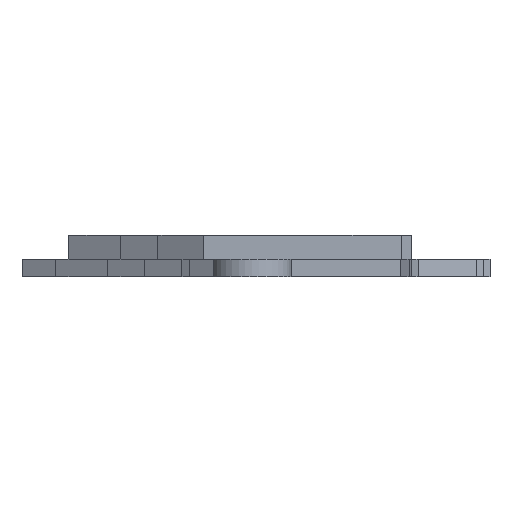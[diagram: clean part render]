
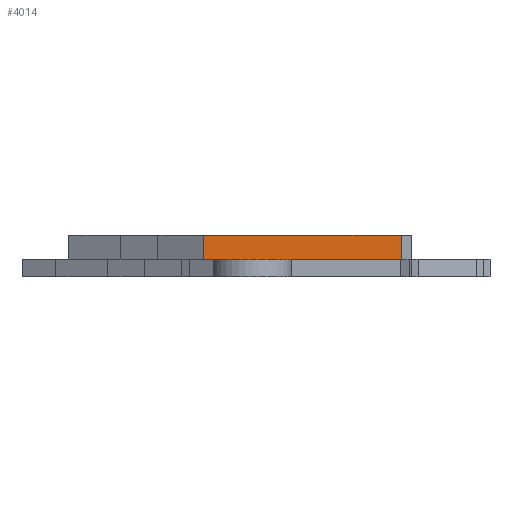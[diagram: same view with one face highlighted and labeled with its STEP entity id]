
A CAD part, left-side view. The second image highlights one B-rep face of the part: STEP entity #4014.
In plain terms, the highlighted planar face has unit normal (-1, 0, 0).
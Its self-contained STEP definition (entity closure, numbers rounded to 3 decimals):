
#150=FACE_OUTER_BOUND('',#369,.T.);
#369=EDGE_LOOP('',(#3219,#3220,#3221,#3222));
#815=LINE('',#6084,#1371);
#902=LINE('',#6261,#1458);
#903=LINE('',#6263,#1459);
#904=LINE('',#6264,#1460);
#1371=VECTOR('',#4773,10.);
#1458=VECTOR('',#4926,10.);
#1459=VECTOR('',#4927,10.);
#1460=VECTOR('',#4928,10.);
#1902=VERTEX_POINT('',#6082);
#1903=VERTEX_POINT('',#6083);
#1960=VERTEX_POINT('',#6260);
#1961=VERTEX_POINT('',#6262);
#2335=EDGE_CURVE('',#1902,#1903,#815,.T.);
#2422=EDGE_CURVE('',#1902,#1960,#902,.T.);
#2423=EDGE_CURVE('',#1961,#1960,#903,.T.);
#2424=EDGE_CURVE('',#1903,#1961,#904,.T.);
#3219=ORIENTED_EDGE('',*,*,#2335,.F.);
#3220=ORIENTED_EDGE('',*,*,#2422,.T.);
#3221=ORIENTED_EDGE('',*,*,#2423,.F.);
#3222=ORIENTED_EDGE('',*,*,#2424,.F.);
#3812=PLANE('',#4234);
#4014=ADVANCED_FACE('',(#150),#3812,.T.);
#4234=AXIS2_PLACEMENT_3D('',#6259,#4924,#4925);
#4773=DIRECTION('',(0.,1.,0.));
#4924=DIRECTION('center_axis',(-1.,0.,0.));
#4925=DIRECTION('ref_axis',(0.,-1.,0.));
#4926=DIRECTION('',(0.,0.,1.));
#4927=DIRECTION('',(0.,-1.,0.));
#4928=DIRECTION('',(0.,0.,1.));
#6082=CARTESIAN_POINT('',(18.24,-61.762,2.5));
#6083=CARTESIAN_POINT('',(18.24,-33.054,2.5));
#6084=CARTESIAN_POINT('',(18.24,-36.867,2.5));
#6259=CARTESIAN_POINT('Origin',(18.24,-33.054,2.5));
#6260=CARTESIAN_POINT('',(18.24,-61.762,6.));
#6261=CARTESIAN_POINT('',(18.24,-61.762,2.5));
#6262=CARTESIAN_POINT('',(18.24,-33.054,6.));
#6263=CARTESIAN_POINT('',(18.24,-40.198,6.));
#6264=CARTESIAN_POINT('',(18.24,-33.054,2.5));
